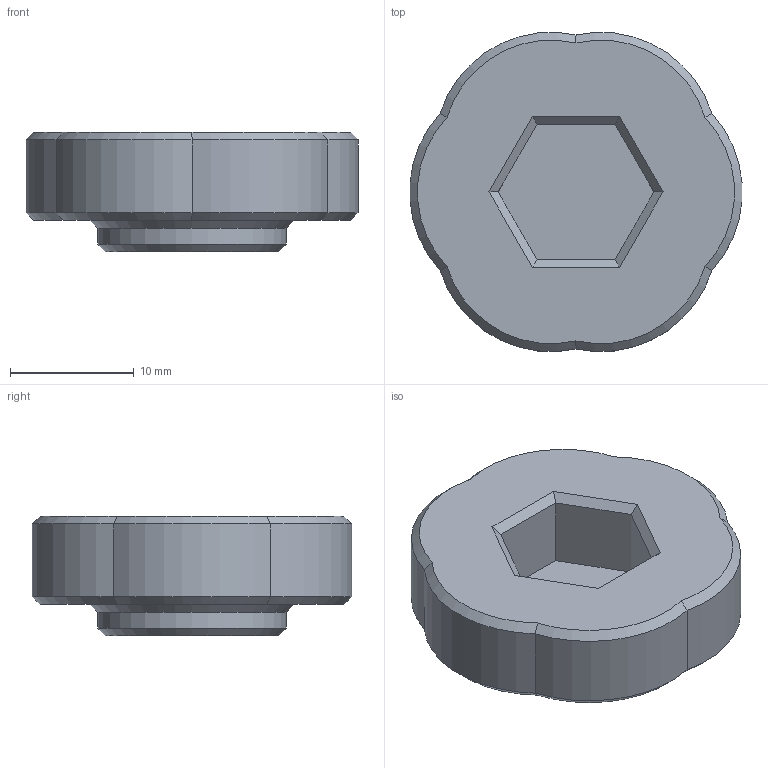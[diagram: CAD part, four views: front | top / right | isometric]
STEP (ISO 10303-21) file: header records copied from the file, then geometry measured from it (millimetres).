
FILE_DESCRIPTION(/* description */ (''),/* implementation_level */ '2;1');
FILE_NAME(/* name */ 'Bolt Thumbscrew Wide-Flat.step',/* time_stamp */ '2023-09-22T06:17:57-04:00',/* author */ (''),/* organization */ (''),/* preprocessor_version */ 'ST-DEVELOPER v20',/* originating_system */ 'Autodesk Translation Framework v12.9.0.99',/* authorisation */ '');
FILE_SCHEMA (('AUTOMOTIVE_DESIGN { 1 0 10303 214 3 1 1 }'));
Length unit declared in the file: inch
Products named in the file (1): Bolt Thumbscrew Wide-Flat
Bounding box: 26.86 x 25.81 x 9.69 mm (x, y, z)
Volume: 3583.2 mm3; surface area: 1996.8 mm2
Topology: 1 solids, 1 shells, 40 faces, 84 edges, 49 vertices
Faces by surface type: plane 17, cone 15, cylinder 8
Full cylindrical faces by diameter (mm): 6.35 x1, 15.24 x1
Entity records: 1098 total; most frequent: CARTESIAN_POINT 210, DIRECTION 185, ORIENTED_EDGE 168, EDGE_CURVE 84, AXIS2_PLACEMENT_3D 72, VERTEX_POINT 49, EDGE_LOOP 43, LINE 41
